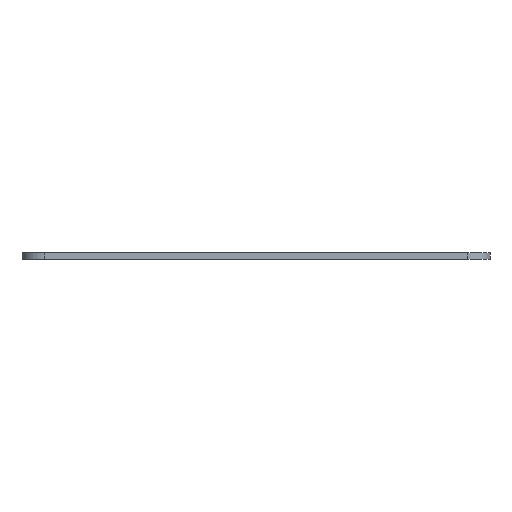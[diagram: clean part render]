
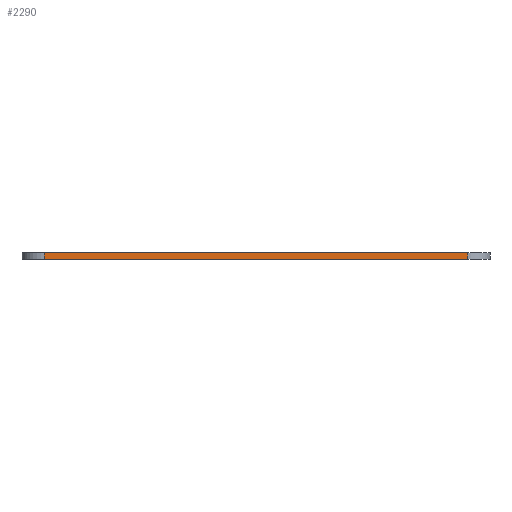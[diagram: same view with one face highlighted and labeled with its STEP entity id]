
A CAD part, left-side view. The second image highlights one B-rep face of the part: STEP entity #2290.
In plain terms, the highlighted planar face has unit normal (-1, 0, 0).
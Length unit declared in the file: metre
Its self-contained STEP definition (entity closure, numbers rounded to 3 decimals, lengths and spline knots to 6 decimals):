
#212=ORIENTED_EDGE('',*,*,#894,.F.);
#213=ORIENTED_EDGE('',*,*,#895,.T.);
#214=ORIENTED_EDGE('',*,*,#896,.T.);
#215=ORIENTED_EDGE('',*,*,#897,.T.);
#894=EDGE_CURVE('',#1232,#1233,#1470,.T.);
#895=EDGE_CURVE('',#1232,#1234,#1471,.T.);
#896=EDGE_CURVE('',#1234,#1235,#1472,.T.);
#897=EDGE_CURVE('',#1235,#1233,#1473,.F.);
#1232=VERTEX_POINT('',#3394);
#1233=VERTEX_POINT('',#3395);
#1234=VERTEX_POINT('',#3397);
#1235=VERTEX_POINT('',#3399);
#1470=LINE('',#3393,#1702);
#1471=LINE('',#3396,#1703);
#1472=LINE('',#3398,#1704);
#1473=LINE('',#3400,#1705);
#1702=VECTOR('',#2689,1.);
#1703=VECTOR('',#2690,1.);
#1704=VECTOR('',#2691,1.);
#1705=VECTOR('',#2692,1.);
#1916=EDGE_LOOP('',(#212,#213,#214,#215));
#2072=FACE_BOUND('',#1916,.T.);
#2228=PLANE('',#2421);
#2290=ADVANCED_FACE('',(#2072),#2228,.F.);
#2421=AXIS2_PLACEMENT_3D('',#3392,#2687,#2688);
#2687=DIRECTION('',(1.,0.,0.));
#2688=DIRECTION('',(0.,0.,-1.));
#2689=DIRECTION('',(0.,-1.,0.));
#2690=DIRECTION('',(0.,0.,-1.));
#2691=DIRECTION('',(0.,-1.,0.));
#2692=DIRECTION('',(0.,0.,-1.));
#3392=CARTESIAN_POINT('',(-0.049965,0.011171,0.0015));
#3393=CARTESIAN_POINT('',(-0.049965,0.011171,0.0015));
#3394=CARTESIAN_POINT('',(-0.049965,0.058231,0.0015));
#3395=CARTESIAN_POINT('',(-0.049965,-0.035889,0.0015));
#3396=CARTESIAN_POINT('',(-0.049965,0.058231,0.));
#3397=CARTESIAN_POINT('',(-0.049965,0.058231,0.));
#3398=CARTESIAN_POINT('',(-0.049965,0.011171,0.));
#3399=CARTESIAN_POINT('',(-0.049965,-0.035889,0.));
#3400=CARTESIAN_POINT('',(-0.049965,-0.035889,0.0015));
